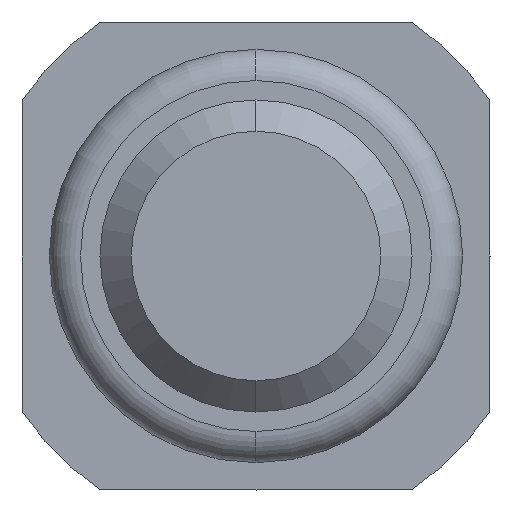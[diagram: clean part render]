
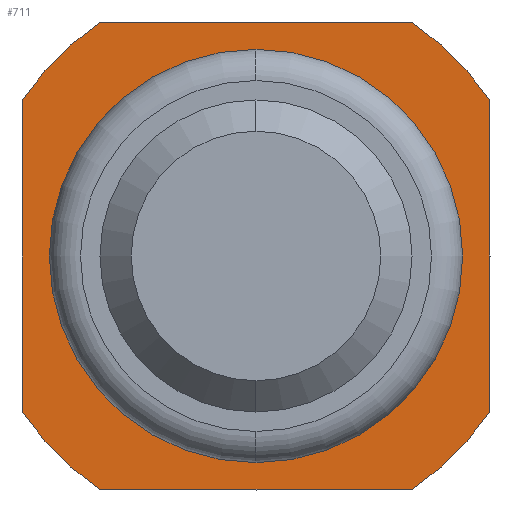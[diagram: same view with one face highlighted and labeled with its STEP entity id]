
A CAD part, front view. The second image highlights one B-rep face of the part: STEP entity #711.
In plain terms, the highlighted planar face has unit normal (0, -1, 0).
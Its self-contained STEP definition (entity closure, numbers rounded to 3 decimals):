
#7 = CARTESIAN_POINT ( 'NONE',  ( 1.002, -2., -1.495 ) ) ;
#15 = DIRECTION ( 'NONE',  ( 0., 0., -1. ) ) ;
#19 = CARTESIAN_POINT ( 'NONE',  ( 1.8, -2., 0. ) ) ;
#20 = FACE_BOUND ( 'NONE', #124, .T. ) ;
#112 = VERTEX_POINT ( 'NONE', #1419 ) ;
#124 = EDGE_LOOP ( 'NONE', ( #1221, #3594 ) ) ;
#127 = VERTEX_POINT ( 'NONE', #2793 ) ;
#132 = DIRECTION ( 'NONE',  ( 0., 0., 1. ) ) ;
#213 = CARTESIAN_POINT ( 'NONE',  ( -1.002, -2., -1.495 ) ) ;
#319 = DIRECTION ( 'NONE',  ( 0., 1., 0. ) ) ;
#320 = VERTEX_POINT ( 'NONE', #908 ) ;
#375 = LINE ( 'NONE', #1399, #2856 ) ;
#383 = DIRECTION ( 'NONE',  ( 0., 1., 0. ) ) ;
#393 = FACE_OUTER_BOUND ( 'NONE', #1839, .T. ) ;
#463 = CIRCLE ( 'NONE', #821, 1.8 ) ;
#495 = VERTEX_POINT ( 'NONE', #2541 ) ;
#549 = CARTESIAN_POINT ( 'NONE',  ( -1.495, -2., 1.002 ) ) ;
#589 = VERTEX_POINT ( 'NONE', #1110 ) ;
#710 = AXIS2_PLACEMENT_3D ( 'NONE', #1726, #3724, #1957 ) ;
#711 = ADVANCED_FACE ( 'NONE', ( #20, #393 ), #2887, .F. ) ;
#821 = AXIS2_PLACEMENT_3D ( 'NONE', #2954, #1240, #2378 ) ;
#830 = DIRECTION ( 'NONE',  ( 0., 1., 0. ) ) ;
#843 = DIRECTION ( 'NONE',  ( 0., 0., 1. ) ) ;
#859 = ORIENTED_EDGE ( 'NONE', *, *, #2749, .F. ) ;
#871 = VERTEX_POINT ( 'NONE', #1586 ) ;
#876 = CIRCLE ( 'NONE', #915, 1.8 ) ;
#901 = ORIENTED_EDGE ( 'NONE', *, *, #1137, .F. ) ;
#908 = CARTESIAN_POINT ( 'NONE',  ( 0., -2., -1.325 ) ) ;
#915 = AXIS2_PLACEMENT_3D ( 'NONE', #3526, #383, #2953 ) ;
#938 = EDGE_CURVE ( 'NONE', #589, #320, #2096, .T. ) ;
#999 = DIRECTION ( 'NONE',  ( -1., 0., 0. ) ) ;
#1004 = DIRECTION ( 'NONE',  ( 0., 0., 1. ) ) ;
#1103 = ORIENTED_EDGE ( 'NONE', *, *, #3336, .F. ) ;
#1110 = CARTESIAN_POINT ( 'NONE',  ( 0., -2., 1.325 ) ) ;
#1137 = EDGE_CURVE ( 'NONE', #1566, #2434, #2141, .T. ) ;
#1154 = VERTEX_POINT ( 'NONE', #549 ) ;
#1175 = ORIENTED_EDGE ( 'NONE', *, *, #2500, .F. ) ;
#1183 = CARTESIAN_POINT ( 'NONE',  ( 1.495, -2., 0. ) ) ;
#1221 = ORIENTED_EDGE ( 'NONE', *, *, #938, .T. ) ;
#1240 = DIRECTION ( 'NONE',  ( 0., 1., 0. ) ) ;
#1280 = DIRECTION ( 'NONE',  ( 0., 1., 0. ) ) ;
#1380 = CARTESIAN_POINT ( 'NONE',  ( -1.495, -2., -1.002 ) ) ;
#1399 = CARTESIAN_POINT ( 'NONE',  ( -1.495, -2., 0. ) ) ;
#1419 = CARTESIAN_POINT ( 'NONE',  ( 1.495, -2., 1.002 ) ) ;
#1464 = EDGE_CURVE ( 'NONE', #1845, #1566, #1703, .T. ) ;
#1517 = EDGE_CURVE ( 'NONE', #871, #1845, #2491, .T. ) ;
#1566 = VERTEX_POINT ( 'NONE', #213 ) ;
#1586 = CARTESIAN_POINT ( 'NONE',  ( 1.495, -2., -1.002 ) ) ;
#1703 = LINE ( 'NONE', #3573, #2403 ) ;
#1708 = CARTESIAN_POINT ( 'NONE',  ( 0., -2., 0. ) ) ;
#1726 = CARTESIAN_POINT ( 'NONE',  ( 0., -2., 0. ) ) ;
#1744 = VECTOR ( 'NONE', #2287, 1000. ) ;
#1824 = VECTOR ( 'NONE', #15, 1000. ) ;
#1839 = EDGE_LOOP ( 'NONE', ( #859, #1917, #1175, #1103, #3194, #901, #3075, #3372 ) ) ;
#1845 = VERTEX_POINT ( 'NONE', #7 ) ;
#1917 = ORIENTED_EDGE ( 'NONE', *, *, #2556, .F. ) ;
#1953 = CARTESIAN_POINT ( 'NONE',  ( 1.8, -2., 1.495 ) ) ;
#1957 = DIRECTION ( 'NONE',  ( 0., 0., 1. ) ) ;
#2096 = CIRCLE ( 'NONE', #3266, 1.325 ) ;
#2141 = CIRCLE ( 'NONE', #710, 1.8 ) ;
#2174 = AXIS2_PLACEMENT_3D ( 'NONE', #2738, #1280, #132 ) ;
#2287 = DIRECTION ( 'NONE',  ( 1., 0., 0. ) ) ;
#2326 = DIRECTION ( 'NONE',  ( 0., 0., 1. ) ) ;
#2378 = DIRECTION ( 'NONE',  ( 0., 0., 1. ) ) ;
#2403 = VECTOR ( 'NONE', #999, 1000. ) ;
#2428 = CARTESIAN_POINT ( 'NONE',  ( 0., -2., 0. ) ) ;
#2434 = VERTEX_POINT ( 'NONE', #1380 ) ;
#2491 = CIRCLE ( 'NONE', #2174, 1.8 ) ;
#2500 = EDGE_CURVE ( 'NONE', #127, #495, #3580, .T. ) ;
#2541 = CARTESIAN_POINT ( 'NONE',  ( 1.002, -2., 1.495 ) ) ;
#2556 = EDGE_CURVE ( 'NONE', #495, #112, #463, .T. ) ;
#2717 = DIRECTION ( 'NONE',  ( 0., 1., 0. ) ) ;
#2738 = CARTESIAN_POINT ( 'NONE',  ( 0., -2., 0. ) ) ;
#2749 = EDGE_CURVE ( 'NONE', #112, #871, #2987, .T. ) ;
#2793 = CARTESIAN_POINT ( 'NONE',  ( -1.002, -2., 1.495 ) ) ;
#2856 = VECTOR ( 'NONE', #3127, 1000. ) ;
#2887 = PLANE ( 'NONE',  #2984 ) ;
#2953 = DIRECTION ( 'NONE',  ( 0., 0., 1. ) ) ;
#2954 = CARTESIAN_POINT ( 'NONE',  ( 0., -2., 0. ) ) ;
#2984 = AXIS2_PLACEMENT_3D ( 'NONE', #19, #319, #2326 ) ;
#2987 = LINE ( 'NONE', #1183, #1824 ) ;
#3075 = ORIENTED_EDGE ( 'NONE', *, *, #1464, .F. ) ;
#3127 = DIRECTION ( 'NONE',  ( 0., 0., 1. ) ) ;
#3158 = EDGE_CURVE ( 'NONE', #320, #589, #3445, .T. ) ;
#3194 = ORIENTED_EDGE ( 'NONE', *, *, #3205, .F. ) ;
#3205 = EDGE_CURVE ( 'NONE', #2434, #1154, #375, .T. ) ;
#3266 = AXIS2_PLACEMENT_3D ( 'NONE', #2428, #2717, #1004 ) ;
#3336 = EDGE_CURVE ( 'NONE', #1154, #127, #876, .T. ) ;
#3372 = ORIENTED_EDGE ( 'NONE', *, *, #1517, .F. ) ;
#3445 = CIRCLE ( 'NONE', #3653, 1.325 ) ;
#3526 = CARTESIAN_POINT ( 'NONE',  ( 0., -2., 0. ) ) ;
#3573 = CARTESIAN_POINT ( 'NONE',  ( 1.8, -2., -1.495 ) ) ;
#3580 = LINE ( 'NONE', #1953, #1744 ) ;
#3594 = ORIENTED_EDGE ( 'NONE', *, *, #3158, .T. ) ;
#3653 = AXIS2_PLACEMENT_3D ( 'NONE', #1708, #830, #843 ) ;
#3724 = DIRECTION ( 'NONE',  ( 0., 1., 0. ) ) ;
